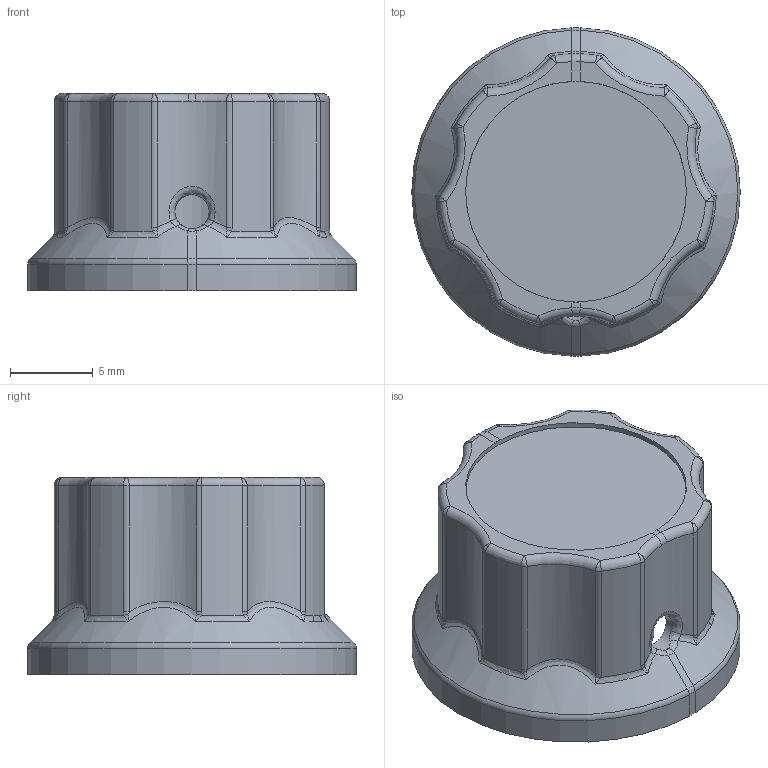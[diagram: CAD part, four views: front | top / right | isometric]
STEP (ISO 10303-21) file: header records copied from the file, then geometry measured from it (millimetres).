
FILE_DESCRIPTION((' '),'2;1');
FILE_NAME( '1100.stp', '2022-04-09T15:25:20', (' '), ('--- Datakit www.datakit.com---'), ' Datakit CrossCadWare V2022.1 Dec 21 2021', 'DATAKIT 2022 (c)', ' ');
FILE_SCHEMA(('AP242_MANAGED_MODEL_BASED_3D_ENGINEERING_MIM_LF { 1 0 10303 442 1 1 4 }'));
Length unit declared in the file: millimetre
Products named in the file (1): 1100
Bounding box: 19.84 x 19.84 x 11.91 mm (x, y, z)
Volume: 1529.4 mm3; surface area: 2047.4 mm2
Topology: 1 solids, 1 shells, 142 faces, 338 edges, 170 vertices
Faces by surface type: bspline 56, cylinder 41, torus 22, plane 10, revolution 9, cone 4
Full cylindrical faces by diameter (mm): 2.064 x2, 6.35 x1, 9.451 x1, 13.335 x1, 13.502 x1, 14.883 x1
Entity records: 14496 total; most frequent: CARTESIAN_POINT 11820, ORIENTED_EDGE 590, DIRECTION 439, EDGE_CURVE 295, AXIS2_PLACEMENT_3D 196, VERTEX_POINT 165, EDGE_LOOP 156, B_SPLINE_CURVE_WITH_KNOTS 151
